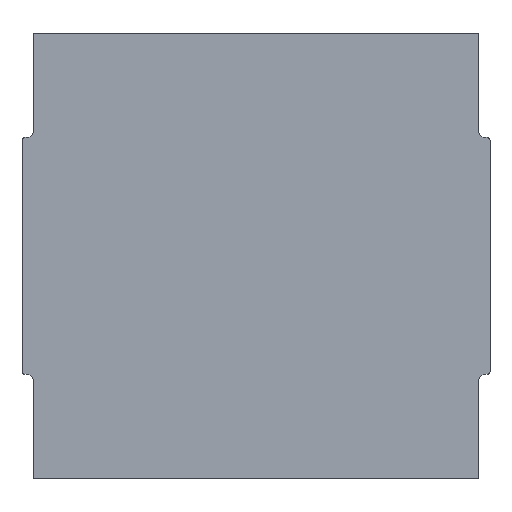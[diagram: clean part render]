
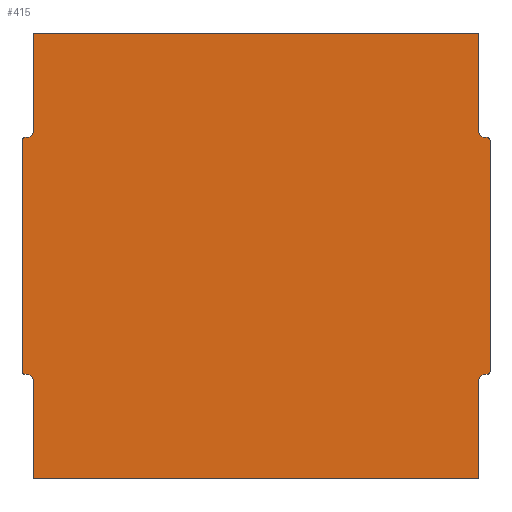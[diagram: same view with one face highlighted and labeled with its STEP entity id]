
A CAD part, top view. The second image highlights one B-rep face of the part: STEP entity #415.
In plain terms, the highlighted planar face has unit normal (0, 0, 1).
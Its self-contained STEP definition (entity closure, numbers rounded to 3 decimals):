
#21=PLANE('',#449);
#39=FACE_OUTER_BOUND('',#61,.T.);
#61=EDGE_LOOP('',(#318,#319,#320,#321,#322,#323,#324,#325,#326,#327,#328,
#329,#330,#331,#332,#333,#334,#335,#336,#337));
#77=LINE('',#604,#121);
#84=LINE('',#626,#128);
#88=LINE('',#640,#132);
#93=LINE('',#654,#137);
#95=LINE('',#658,#139);
#96=LINE('',#662,#140);
#97=LINE('',#666,#141);
#98=LINE('',#668,#142);
#99=LINE('',#670,#143);
#100=LINE('',#674,#144);
#101=LINE('',#676,#145);
#102=LINE('',#677,#146);
#121=VECTOR('',#481,1.);
#128=VECTOR('',#502,1.);
#132=VECTOR('',#514,1.);
#137=VECTOR('',#527,1.);
#139=VECTOR('',#531,1.);
#140=VECTOR('',#534,1.);
#141=VECTOR('',#537,1.);
#142=VECTOR('',#538,1.);
#143=VECTOR('',#539,1.);
#144=VECTOR('',#542,1.);
#145=VECTOR('',#545,1.);
#146=VECTOR('',#546,1.);
#163=CIRCLE('',#432,5.);
#164=CIRCLE('',#435,2.);
#167=CIRCLE('',#439,5.);
#168=CIRCLE('',#442,2.);
#172=CIRCLE('',#450,2.);
#173=CIRCLE('',#451,5.);
#174=CIRCLE('',#452,5.);
#175=CIRCLE('',#453,2.);
#180=VERTEX_POINT('',#595);
#181=VERTEX_POINT('',#597);
#183=VERTEX_POINT('',#602);
#184=VERTEX_POINT('',#607);
#188=VERTEX_POINT('',#616);
#189=VERTEX_POINT('',#618);
#191=VERTEX_POINT('',#623);
#192=VERTEX_POINT('',#628);
#196=VERTEX_POINT('',#637);
#197=VERTEX_POINT('',#639);
#202=VERTEX_POINT('',#653);
#203=VERTEX_POINT('',#657);
#204=VERTEX_POINT('',#659);
#205=VERTEX_POINT('',#661);
#206=VERTEX_POINT('',#663);
#207=VERTEX_POINT('',#665);
#208=VERTEX_POINT('',#667);
#209=VERTEX_POINT('',#669);
#210=VERTEX_POINT('',#671);
#211=VERTEX_POINT('',#673);
#220=EDGE_CURVE('',#181,#180,#163,.T.);
#223=EDGE_CURVE('',#183,#180,#77,.T.);
#225=EDGE_CURVE('',#183,#184,#164,.T.);
#230=EDGE_CURVE('',#188,#189,#167,.T.);
#234=EDGE_CURVE('',#191,#189,#84,.T.);
#235=EDGE_CURVE('',#191,#192,#168,.T.);
#240=EDGE_CURVE('',#196,#197,#88,.T.);
#247=EDGE_CURVE('',#202,#192,#93,.T.);
#249=EDGE_CURVE('',#203,#184,#95,.T.);
#250=EDGE_CURVE('',#203,#204,#172,.T.);
#251=EDGE_CURVE('',#205,#204,#96,.T.);
#252=EDGE_CURVE('',#205,#206,#173,.T.);
#253=EDGE_CURVE('',#207,#206,#97,.T.);
#254=EDGE_CURVE('',#208,#207,#98,.T.);
#255=EDGE_CURVE('',#208,#209,#99,.T.);
#256=EDGE_CURVE('',#210,#209,#174,.T.);
#257=EDGE_CURVE('',#210,#211,#100,.T.);
#258=EDGE_CURVE('',#202,#211,#175,.T.);
#259=EDGE_CURVE('',#188,#197,#101,.T.);
#260=EDGE_CURVE('',#181,#196,#102,.T.);
#318=ORIENTED_EDGE('',*,*,#249,.F.);
#319=ORIENTED_EDGE('',*,*,#250,.T.);
#320=ORIENTED_EDGE('',*,*,#251,.F.);
#321=ORIENTED_EDGE('',*,*,#252,.T.);
#322=ORIENTED_EDGE('',*,*,#253,.F.);
#323=ORIENTED_EDGE('',*,*,#254,.F.);
#324=ORIENTED_EDGE('',*,*,#255,.T.);
#325=ORIENTED_EDGE('',*,*,#256,.F.);
#326=ORIENTED_EDGE('',*,*,#257,.T.);
#327=ORIENTED_EDGE('',*,*,#258,.F.);
#328=ORIENTED_EDGE('',*,*,#247,.T.);
#329=ORIENTED_EDGE('',*,*,#235,.F.);
#330=ORIENTED_EDGE('',*,*,#234,.T.);
#331=ORIENTED_EDGE('',*,*,#230,.F.);
#332=ORIENTED_EDGE('',*,*,#259,.T.);
#333=ORIENTED_EDGE('',*,*,#240,.F.);
#334=ORIENTED_EDGE('',*,*,#260,.F.);
#335=ORIENTED_EDGE('',*,*,#220,.T.);
#336=ORIENTED_EDGE('',*,*,#223,.F.);
#337=ORIENTED_EDGE('',*,*,#225,.T.);
#415=ADVANCED_FACE('',(#39),#21,.T.);
#432=AXIS2_PLACEMENT_3D('',#598,#475,#476);
#435=AXIS2_PLACEMENT_3D('',#608,#485,#486);
#439=AXIS2_PLACEMENT_3D('',#619,#495,#496);
#442=AXIS2_PLACEMENT_3D('',#629,#505,#506);
#449=AXIS2_PLACEMENT_3D('',#656,#529,#530);
#450=AXIS2_PLACEMENT_3D('',#660,#532,#533);
#451=AXIS2_PLACEMENT_3D('',#664,#535,#536);
#452=AXIS2_PLACEMENT_3D('',#672,#540,#541);
#453=AXIS2_PLACEMENT_3D('',#675,#543,#544);
#475=DIRECTION('center_axis',(0.,0.,-1.));
#476=DIRECTION('ref_axis',(-0.707,0.707,0.));
#481=DIRECTION('',(-1.,0.,0.));
#485=DIRECTION('center_axis',(0.,0.,1.));
#486=DIRECTION('ref_axis',(0.707,-0.707,0.));
#495=DIRECTION('center_axis',(0.,0.,1.));
#496=DIRECTION('ref_axis',(0.707,0.707,0.));
#502=DIRECTION('',(1.,0.,0.));
#505=DIRECTION('center_axis',(0.,0.,-1.));
#506=DIRECTION('ref_axis',(-0.707,-0.707,0.));
#514=DIRECTION('',(-1.,0.,0.));
#527=DIRECTION('',(0.,-1.,0.));
#529=DIRECTION('center_axis',(0.,0.,1.));
#530=DIRECTION('ref_axis',(-1.,0.,0.));
#531=DIRECTION('',(0.,-1.,0.));
#532=DIRECTION('center_axis',(0.,0.,1.));
#533=DIRECTION('ref_axis',(0.707,0.707,0.));
#534=DIRECTION('',(1.,0.,0.));
#535=DIRECTION('center_axis',(0.,0.,-1.));
#536=DIRECTION('ref_axis',(-0.707,-0.707,0.));
#537=DIRECTION('',(0.,-1.,0.));
#538=DIRECTION('',(1.,0.,0.));
#539=DIRECTION('',(0.,-1.,0.));
#540=DIRECTION('center_axis',(0.,0.,1.));
#541=DIRECTION('ref_axis',(0.707,-0.707,0.));
#542=DIRECTION('',(-1.,0.,0.));
#543=DIRECTION('center_axis',(0.,0.,-1.));
#544=DIRECTION('ref_axis',(-0.707,0.707,0.));
#545=DIRECTION('',(0.,-1.,0.));
#546=DIRECTION('',(0.,-1.,0.));
#595=CARTESIAN_POINT('',(305.,70.,16.));
#597=CARTESIAN_POINT('',(300.,65.,16.));
#598=CARTESIAN_POINT('Origin',(305.,65.,16.));
#602=CARTESIAN_POINT('',(306.,70.,16.));
#604=CARTESIAN_POINT('',(304.,70.,16.));
#607=CARTESIAN_POINT('',(308.,72.,16.));
#608=CARTESIAN_POINT('Origin',(306.,72.,16.));
#616=CARTESIAN_POINT('',(0.,65.,16.));
#618=CARTESIAN_POINT('',(-5.,70.,16.));
#619=CARTESIAN_POINT('Origin',(-5.,65.,16.));
#623=CARTESIAN_POINT('',(-6.,70.,16.));
#626=CARTESIAN_POINT('',(-4.,70.,16.));
#628=CARTESIAN_POINT('',(-8.,72.,16.));
#629=CARTESIAN_POINT('Origin',(-6.,72.,16.));
#637=CARTESIAN_POINT('',(300.,0.,16.));
#639=CARTESIAN_POINT('',(0.,0.,16.));
#640=CARTESIAN_POINT('',(300.,0.,16.));
#653=CARTESIAN_POINT('',(-8.,228.,16.));
#654=CARTESIAN_POINT('',(-8.,205.,16.));
#656=CARTESIAN_POINT('Origin',(150.,205.,16.));
#657=CARTESIAN_POINT('',(308.,228.,16.));
#658=CARTESIAN_POINT('',(308.,205.,16.));
#659=CARTESIAN_POINT('',(306.,230.,16.));
#660=CARTESIAN_POINT('Origin',(306.,228.,16.));
#661=CARTESIAN_POINT('',(305.,230.,16.));
#662=CARTESIAN_POINT('',(304.,230.,16.));
#663=CARTESIAN_POINT('',(300.,235.,16.));
#664=CARTESIAN_POINT('Origin',(305.,235.,16.));
#665=CARTESIAN_POINT('',(300.,300.,16.));
#666=CARTESIAN_POINT('',(300.,205.,16.));
#667=CARTESIAN_POINT('',(0.,300.,16.));
#668=CARTESIAN_POINT('',(0.,300.,16.));
#669=CARTESIAN_POINT('',(0.,235.,16.));
#670=CARTESIAN_POINT('',(0.,205.,16.));
#671=CARTESIAN_POINT('',(-5.,230.,16.));
#672=CARTESIAN_POINT('Origin',(-5.,235.,16.));
#673=CARTESIAN_POINT('',(-6.,230.,16.));
#674=CARTESIAN_POINT('',(-4.,230.,16.));
#675=CARTESIAN_POINT('Origin',(-6.,228.,16.));
#676=CARTESIAN_POINT('',(0.,45.,16.));
#677=CARTESIAN_POINT('',(300.,95.,16.));
